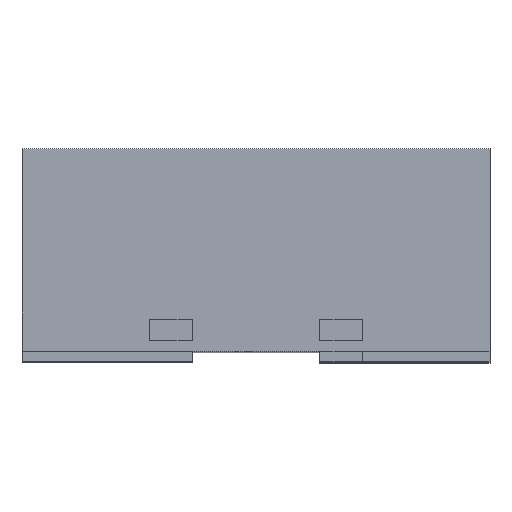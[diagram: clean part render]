
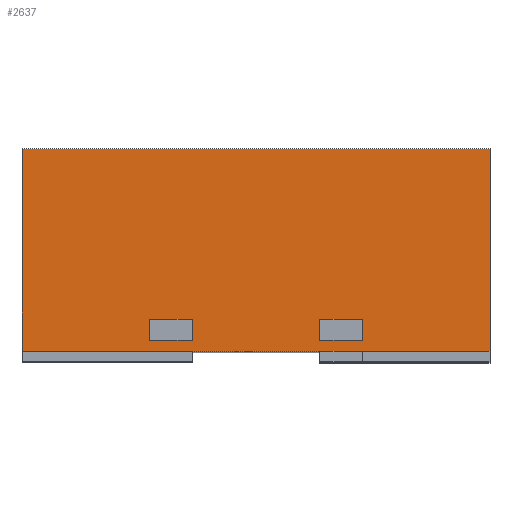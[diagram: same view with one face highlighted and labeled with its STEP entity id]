
A CAD part, top view. The second image highlights one B-rep face of the part: STEP entity #2637.
In plain terms, the highlighted planar face has unit normal (0, 0, 1).
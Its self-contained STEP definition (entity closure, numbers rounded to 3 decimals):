
#29 = LINE ( 'NONE', #1937, #2810 ) ;
#45 = ORIENTED_EDGE ( 'NONE', *, *, #157, .F. ) ;
#54 = LINE ( 'NONE', #2163, #839 ) ;
#57 = LINE ( 'NONE', #1313, #1349 ) ;
#141 = FACE_BOUND ( 'NONE', #2973, .T. ) ;
#157 = EDGE_CURVE ( 'NONE', #1389, #1979, #2616, .T. ) ;
#198 = EDGE_CURVE ( 'NONE', #3032, #836, #1888, .T. ) ;
#231 = ORIENTED_EDGE ( 'NONE', *, *, #349, .F. ) ;
#261 = LINE ( 'NONE', #927, #2434 ) ;
#284 = ORIENTED_EDGE ( 'NONE', *, *, #800, .F. ) ;
#321 = ORIENTED_EDGE ( 'NONE', *, *, #1655, .F. ) ;
#349 = EDGE_CURVE ( 'NONE', #1192, #3032, #29, .T. ) ;
#356 = DIRECTION ( 'NONE',  ( 0., -1., 0. ) ) ;
#361 = DIRECTION ( 'NONE',  ( 0., 0., -1. ) ) ;
#383 = VERTEX_POINT ( 'NONE', #492 ) ;
#397 = EDGE_LOOP ( 'NONE', ( #1321, #2017, #702, #1151 ) ) ;
#418 = CARTESIAN_POINT ( 'NONE',  ( 0.25, 0.075, 1.063 ) ) ;
#425 = CARTESIAN_POINT ( 'NONE',  ( 0.55, 0., 1.063 ) ) ;
#431 = DIRECTION ( 'NONE',  ( -1., 0., 0. ) ) ;
#483 = VECTOR ( 'NONE', #1624, 1000. ) ;
#492 = CARTESIAN_POINT ( 'NONE',  ( -0.25, 0.025, 1.063 ) ) ;
#556 = VERTEX_POINT ( 'NONE', #1948 ) ;
#565 = VERTEX_POINT ( 'NONE', #1079 ) ;
#577 = CARTESIAN_POINT ( 'NONE',  ( -0.25, 0.075, 1.063 ) ) ;
#658 = EDGE_LOOP ( 'NONE', ( #672, #284, #1995, #231 ) ) ;
#672 = ORIENTED_EDGE ( 'NONE', *, *, #2200, .F. ) ;
#702 = ORIENTED_EDGE ( 'NONE', *, *, #3107, .F. ) ;
#709 = CARTESIAN_POINT ( 'NONE',  ( -0.15, 0.075, 1.063 ) ) ;
#800 = EDGE_CURVE ( 'NONE', #836, #565, #54, .T. ) ;
#836 = VERTEX_POINT ( 'NONE', #1387 ) ;
#839 = VECTOR ( 'NONE', #2899, 1000. ) ;
#850 = DIRECTION ( 'NONE',  ( 1., 0., 0. ) ) ;
#874 = CARTESIAN_POINT ( 'NONE',  ( 0.55, 0.475, 1.063 ) ) ;
#875 = CARTESIAN_POINT ( 'NONE',  ( -0.55, 0.475, 1.063 ) ) ;
#892 = FACE_BOUND ( 'NONE', #658, .T. ) ;
#903 = CARTESIAN_POINT ( 'NONE',  ( 0.55, 0.475, 1.063 ) ) ;
#927 = CARTESIAN_POINT ( 'NONE',  ( -0.15, 0.025, 1.063 ) ) ;
#986 = VECTOR ( 'NONE', #2351, 1000. ) ;
#997 = DIRECTION ( 'NONE',  ( 0., 1., 0. ) ) ;
#1008 = CARTESIAN_POINT ( 'NONE',  ( -0.25, 0.025, 1.063 ) ) ;
#1045 = ORIENTED_EDGE ( 'NONE', *, *, #1460, .F. ) ;
#1079 = CARTESIAN_POINT ( 'NONE',  ( 0.15, 0.025, 1.063 ) ) ;
#1114 = FACE_OUTER_BOUND ( 'NONE', #397, .T. ) ;
#1151 = ORIENTED_EDGE ( 'NONE', *, *, #1846, .T. ) ;
#1176 = VERTEX_POINT ( 'NONE', #1368 ) ;
#1192 = VERTEX_POINT ( 'NONE', #2512 ) ;
#1265 = CARTESIAN_POINT ( 'NONE',  ( 0.55, 0.475, 1.063 ) ) ;
#1276 = DIRECTION ( 'NONE',  ( 0., -1., 0. ) ) ;
#1313 = CARTESIAN_POINT ( 'NONE',  ( -0.15, 0.025, 1.063 ) ) ;
#1319 = CARTESIAN_POINT ( 'NONE',  ( 0.55, 0.475, 1.063 ) ) ;
#1321 = ORIENTED_EDGE ( 'NONE', *, *, #2540, .T. ) ;
#1349 = VECTOR ( 'NONE', #997, 1000. ) ;
#1368 = CARTESIAN_POINT ( 'NONE',  ( -0.15, 0.025, 1.063 ) ) ;
#1387 = CARTESIAN_POINT ( 'NONE',  ( 0.15, 0.075, 1.063 ) ) ;
#1389 = VERTEX_POINT ( 'NONE', #2249 ) ;
#1414 = VECTOR ( 'NONE', #2829, 1000. ) ;
#1460 = EDGE_CURVE ( 'NONE', #1979, #383, #2912, .T. ) ;
#1502 = VECTOR ( 'NONE', #850, 1000. ) ;
#1533 = DIRECTION ( 'NONE',  ( 0., 1., 0. ) ) ;
#1545 = VECTOR ( 'NONE', #2184, 1000. ) ;
#1624 = DIRECTION ( 'NONE',  ( 1., 0., 0. ) ) ;
#1655 = EDGE_CURVE ( 'NONE', #383, #1176, #261, .T. ) ;
#1674 = CARTESIAN_POINT ( 'NONE',  ( 0.15, 0.025, 1.063 ) ) ;
#1703 = LINE ( 'NONE', #1674, #1545 ) ;
#1792 = VERTEX_POINT ( 'NONE', #1319 ) ;
#1800 = LINE ( 'NONE', #1265, #2595 ) ;
#1829 = CARTESIAN_POINT ( 'NONE',  ( 0.55, 0., 1.063 ) ) ;
#1833 = ORIENTED_EDGE ( 'NONE', *, *, #2876, .F. ) ;
#1846 = EDGE_CURVE ( 'NONE', #2944, #556, #2074, .T. ) ;
#1856 = CARTESIAN_POINT ( 'NONE',  ( 0.15, 0.075, 1.063 ) ) ;
#1888 = LINE ( 'NONE', #1856, #1414 ) ;
#1892 = VECTOR ( 'NONE', #1276, 1000. ) ;
#1937 = CARTESIAN_POINT ( 'NONE',  ( 0.25, 0.025, 1.063 ) ) ;
#1948 = CARTESIAN_POINT ( 'NONE',  ( -0.55, 0., 1.063 ) ) ;
#1979 = VERTEX_POINT ( 'NONE', #577 ) ;
#1995 = ORIENTED_EDGE ( 'NONE', *, *, #198, .F. ) ;
#2000 = EDGE_CURVE ( 'NONE', #1792, #2641, #1800, .T. ) ;
#2017 = ORIENTED_EDGE ( 'NONE', *, *, #2000, .F. ) ;
#2057 = DIRECTION ( 'NONE',  ( -1., 0., 0. ) ) ;
#2066 = LINE ( 'NONE', #903, #1502 ) ;
#2074 = LINE ( 'NONE', #875, #986 ) ;
#2163 = CARTESIAN_POINT ( 'NONE',  ( 0.15, 0.025, 1.063 ) ) ;
#2184 = DIRECTION ( 'NONE',  ( 1., 0., 0. ) ) ;
#2200 = EDGE_CURVE ( 'NONE', #565, #1192, #1703, .T. ) ;
#2249 = CARTESIAN_POINT ( 'NONE',  ( -0.15, 0.075, 1.063 ) ) ;
#2351 = DIRECTION ( 'NONE',  ( 0., -1., 0. ) ) ;
#2361 = VECTOR ( 'NONE', #431, 1000. ) ;
#2434 = VECTOR ( 'NONE', #2689, 1000. ) ;
#2479 = CARTESIAN_POINT ( 'NONE',  ( -0.55, 0.475, 1.063 ) ) ;
#2512 = CARTESIAN_POINT ( 'NONE',  ( 0.25, 0.025, 1.063 ) ) ;
#2540 = EDGE_CURVE ( 'NONE', #556, #2641, #2815, .T. ) ;
#2595 = VECTOR ( 'NONE', #356, 1000. ) ;
#2616 = LINE ( 'NONE', #709, #2361 ) ;
#2637 = ADVANCED_FACE ( 'NONE', ( #141, #892, #1114 ), #3061, .F. ) ;
#2640 = AXIS2_PLACEMENT_3D ( 'NONE', #874, #361, #2057 ) ;
#2641 = VERTEX_POINT ( 'NONE', #425 ) ;
#2689 = DIRECTION ( 'NONE',  ( 1., 0., 0. ) ) ;
#2810 = VECTOR ( 'NONE', #1533, 1000. ) ;
#2815 = LINE ( 'NONE', #1829, #483 ) ;
#2829 = DIRECTION ( 'NONE',  ( -1., 0., 0. ) ) ;
#2876 = EDGE_CURVE ( 'NONE', #1176, #1389, #57, .T. ) ;
#2899 = DIRECTION ( 'NONE',  ( 0., -1., 0. ) ) ;
#2912 = LINE ( 'NONE', #1008, #1892 ) ;
#2944 = VERTEX_POINT ( 'NONE', #2479 ) ;
#2973 = EDGE_LOOP ( 'NONE', ( #1833, #321, #1045, #45 ) ) ;
#3032 = VERTEX_POINT ( 'NONE', #418 ) ;
#3061 = PLANE ( 'NONE',  #2640 ) ;
#3107 = EDGE_CURVE ( 'NONE', #2944, #1792, #2066, .T. ) ;
